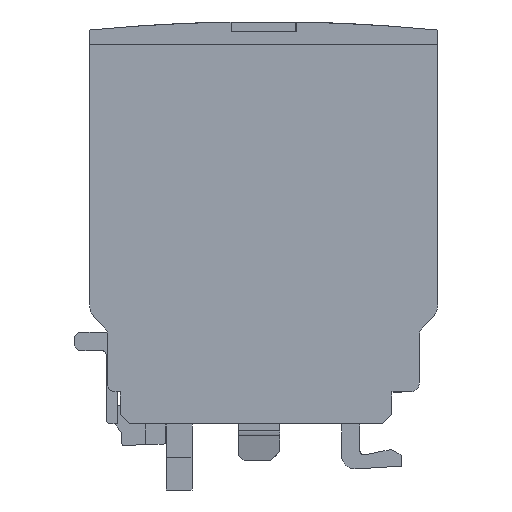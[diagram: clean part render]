
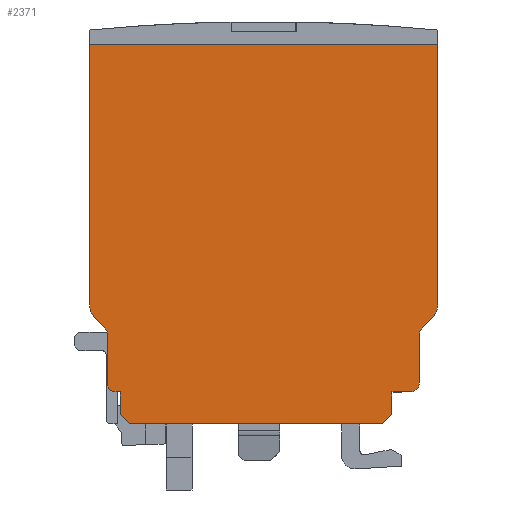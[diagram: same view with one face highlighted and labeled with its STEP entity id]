
A CAD part, left-side view. The second image highlights one B-rep face of the part: STEP entity #2371.
In plain terms, the highlighted planar face has unit normal (-1, 0, 0).
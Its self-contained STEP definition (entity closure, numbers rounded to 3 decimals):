
#2371=ADVANCED_FACE('',(#6393),#6394,.F.);
#3341=VERTEX_POINT('',#7459);
#3345=VERTEX_POINT('',#7463);
#3347=EDGE_CURVE('',#3345,#3341,#7465,.T.);
#3881=VERTEX_POINT('',#7999);
#3885=VERTEX_POINT('',#8003);
#3887=EDGE_CURVE('',#3885,#3881,#8005,.T.);
#3895=VERTEX_POINT('',#8013);
#3899=EDGE_CURVE('',#3881,#3895,#8017,.T.);
#3911=VERTEX_POINT('',#8029);
#3915=EDGE_CURVE('',#3895,#3911,#8033,.T.);
#3917=VERTEX_POINT('',#8035);
#3921=EDGE_CURVE('',#3917,#3911,#8039,.T.);
#3923=VERTEX_POINT('',#8041);
#3927=EDGE_CURVE('',#3917,#3923,#8045,.T.);
#4153=VERTEX_POINT('',#8271);
#4157=VERTEX_POINT('',#8275);
#4159=EDGE_CURVE('',#4157,#4153,#8277,.T.);
#4363=VERTEX_POINT('',#8481);
#4365=EDGE_CURVE('',#3885,#4363,#8483,.T.);
#4571=VERTEX_POINT('',#8689);
#4575=VERTEX_POINT('',#8693);
#4577=EDGE_CURVE('',#4575,#4571,#8695,.T.);
#4595=VERTEX_POINT('',#8713);
#4597=EDGE_CURVE('',#4595,#4575,#8715,.T.);
#4719=EDGE_CURVE('',#3923,#4595,#8837,.T.);
#4725=VERTEX_POINT('',#8843);
#4729=EDGE_CURVE('',#4571,#4725,#8847,.T.);
#4735=EDGE_CURVE('',#4725,#3345,#8853,.T.);
#4749=VERTEX_POINT('',#8867);
#4753=EDGE_CURVE('',#4749,#3341,#8871,.T.);
#4759=VERTEX_POINT('',#8877);
#4763=EDGE_CURVE('',#4749,#4759,#8881,.T.);
#4769=VERTEX_POINT('',#8887);
#4773=EDGE_CURVE('',#4759,#4769,#8891,.T.);
#4775=VERTEX_POINT('',#8893);
#4779=EDGE_CURVE('',#4769,#4775,#8897,.T.);
#4783=EDGE_CURVE('',#4157,#4775,#8901,.T.);
#4785=VERTEX_POINT('',#8903);
#4787=EDGE_CURVE('',#4785,#4363,#8905,.T.);
#4797=EDGE_CURVE('',#4785,#4153,#8915,.T.);
#6393=FACE_OUTER_BOUND('',#10520,.T.);
#6394=PLANE('',#10521);
#7459=CARTESIAN_POINT('',(0.025,3.0,10.7));
#7463=CARTESIAN_POINT('',(0.025,5.0,10.7));
#7465=LINE('',#12125,#12126);
#7999=CARTESIAN_POINT('',(0.025,36.293,17.664));
#8003=CARTESIAN_POINT('',(0.025,37.389,18.761));
#8005=LINE('',#12981,#12982);
#8013=CARTESIAN_POINT('',(0.025,36.0,16.957));
#8017=CIRCLE('',#13001,1.);
#8029=CARTESIAN_POINT('',(0.025,36.0,11.5));
#8033=LINE('',#13026,#13027);
#8035=CARTESIAN_POINT('',(0.025,35.2,10.7));
#8039=CIRCLE('',#13036,0.8);
#8041=CARTESIAN_POINT('',(0.025,34.6,10.7));
#8045=LINE('',#13045,#13046);
#8271=CARTESIAN_POINT('',(0.025,0.025,48.55));
#8275=CARTESIAN_POINT('',(0.025,0.025,20.175));
#8277=LINE('',#13409,#13410);
#8481=CARTESIAN_POINT('',(0.025,37.975,20.175));
#8483=CIRCLE('',#13733,2.);
#8689=CARTESIAN_POINT('',(0.025,6.0,7.2));
#8693=CARTESIAN_POINT('',(0.025,33.6,7.2));
#8695=LINE('',#14076,#14077);
#8713=CARTESIAN_POINT('',(0.025,34.6,8.2));
#8715=LINE('',#14112,#14113);
#8837=LINE('',#14308,#14309);
#8843=CARTESIAN_POINT('',(0.025,5.0,8.2));
#8847=LINE('',#14324,#14325);
#8853=LINE('',#14334,#14335);
#8867=CARTESIAN_POINT('',(0.025,2.0,11.7));
#8871=CIRCLE('',#14363,1.);
#8877=CARTESIAN_POINT('',(0.025,2.0,16.957));
#8881=LINE('',#14378,#14379);
#8887=CARTESIAN_POINT('',(0.025,1.707,17.664));
#8891=CIRCLE('',#14393,1.);
#8893=CARTESIAN_POINT('',(0.025,0.611,18.761));
#8897=LINE('',#14402,#14403);
#8901=CIRCLE('',#14410,2.);
#8903=CARTESIAN_POINT('',(0.025,37.975,48.55));
#8905=LINE('',#14415,#14416);
#8915=LINE('',#14433,#14434);
#10520=EDGE_LOOP('',(#18039,#18040,#18041,#18042,#18043,#18044,#18045,#18046,#18047,#18048,#18049,#18050,#18051,#18052,#18053,#18054,#18055,#18056,#18057,#18058));
#10521=AXIS2_PLACEMENT_3D('',#18059,#18060,#18061);
#12125=CARTESIAN_POINT('',(0.025,5.0,10.7));
#12126=VECTOR('',#19199,1.0);
#12981=CARTESIAN_POINT('',(0.025,37.389,18.761));
#12982=VECTOR('',#19395,1.0);
#13001=AXIS2_PLACEMENT_3D('',#19399,#19400,#19401);
#13026=CARTESIAN_POINT('',(0.025,36.0,16.957));
#13027=VECTOR('',#19406,1.0);
#13036=AXIS2_PLACEMENT_3D('',#19408,#19409,#19410);
#13045=CARTESIAN_POINT('',(0.025,35.2,10.7));
#13046=VECTOR('',#19412,1.0);
#13409=CARTESIAN_POINT('',(0.025,0.025,20.175));
#13410=VECTOR('',#19483,1.0);
#13733=AXIS2_PLACEMENT_3D('',#19552,#19553,#19554);
#14076=CARTESIAN_POINT('',(0.025,33.6,7.2));
#14077=VECTOR('',#19620,1.0);
#14112=CARTESIAN_POINT('',(0.025,34.6,8.2));
#14113=VECTOR('',#19628,1.0);
#14308=CARTESIAN_POINT('',(0.025,34.6,10.7));
#14309=VECTOR('',#19680,1.0);
#14324=CARTESIAN_POINT('',(0.025,6.0,7.2));
#14325=VECTOR('',#19683,1.0);
#14334=CARTESIAN_POINT('',(0.025,5.0,8.2));
#14335=VECTOR('',#19685,1.0);
#14363=AXIS2_PLACEMENT_3D('',#19693,#19694,#19695);
#14378=CARTESIAN_POINT('',(0.025,2.0,11.7));
#14379=VECTOR('',#19698,1.0);
#14393=AXIS2_PLACEMENT_3D('',#19703,#19704,#19705);
#14402=CARTESIAN_POINT('',(0.025,1.707,17.664));
#14403=VECTOR('',#19707,1.0);
#14410=AXIS2_PLACEMENT_3D('',#19709,#19710,#19711);
#14415=CARTESIAN_POINT('',(0.025,37.975,48.55));
#14416=VECTOR('',#19712,1.0);
#14433=CARTESIAN_POINT('',(0.025,19.02,48.55));
#14434=VECTOR('',#19716,1.0);
#18039=ORIENTED_EDGE('',*,*,#4787,.T.);
#18040=ORIENTED_EDGE('',*,*,#4365,.F.);
#18041=ORIENTED_EDGE('',*,*,#3887,.T.);
#18042=ORIENTED_EDGE('',*,*,#3899,.T.);
#18043=ORIENTED_EDGE('',*,*,#3915,.T.);
#18044=ORIENTED_EDGE('',*,*,#3921,.F.);
#18045=ORIENTED_EDGE('',*,*,#3927,.T.);
#18046=ORIENTED_EDGE('',*,*,#4719,.T.);
#18047=ORIENTED_EDGE('',*,*,#4597,.T.);
#18048=ORIENTED_EDGE('',*,*,#4577,.T.);
#18049=ORIENTED_EDGE('',*,*,#4729,.T.);
#18050=ORIENTED_EDGE('',*,*,#4735,.T.);
#18051=ORIENTED_EDGE('',*,*,#3347,.T.);
#18052=ORIENTED_EDGE('',*,*,#4753,.F.);
#18053=ORIENTED_EDGE('',*,*,#4763,.T.);
#18054=ORIENTED_EDGE('',*,*,#4773,.T.);
#18055=ORIENTED_EDGE('',*,*,#4779,.T.);
#18056=ORIENTED_EDGE('',*,*,#4783,.F.);
#18057=ORIENTED_EDGE('',*,*,#4159,.T.);
#18058=ORIENTED_EDGE('',*,*,#4797,.F.);
#18059=CARTESIAN_POINT('',(0.025,19.04,28.667));
#18060=DIRECTION('',(1.0,0.0,0.0));
#18061=DIRECTION('',(0.0,0.0,-1.0));
#19199=DIRECTION('',(0.0,-1.0,0.0));
#19395=DIRECTION('',(0.0,-0.707,-0.707));
#19399=CARTESIAN_POINT('',(0.025,37.,16.957));
#19400=DIRECTION('',(1.0,0.0,0.0));
#19401=DIRECTION('',(0.0,-0.707,0.707));
#19406=DIRECTION('',(0.0,0.0,-1.0));
#19408=CARTESIAN_POINT('',(0.025,35.2,11.5));
#19409=DIRECTION('',(1.0,0.0,0.0));
#19410=DIRECTION('',(0.0,0.,-1.0));
#19412=DIRECTION('',(0.0,-1.0,0.0));
#19483=DIRECTION('',(0.0,0.0,1.0));
#19552=CARTESIAN_POINT('',(0.025,35.975,20.175));
#19553=DIRECTION('',(1.0,0.0,0.0));
#19554=DIRECTION('',(0.0,0.707,-0.707));
#19620=DIRECTION('',(0.0,-1.0,0.0));
#19628=DIRECTION('',(0.0,-0.707,-0.707));
#19680=DIRECTION('',(0.0,0.0,-1.0));
#19683=DIRECTION('',(0.0,-0.707,0.707));
#19685=DIRECTION('',(0.0,0.0,1.0));
#19693=CARTESIAN_POINT('',(0.025,3.,11.7));
#19694=DIRECTION('',(1.0,0.0,0.0));
#19695=DIRECTION('',(0.0,-1.0,0.));
#19698=DIRECTION('',(0.0,0.0,1.0));
#19703=CARTESIAN_POINT('',(0.025,1.,16.957));
#19704=DIRECTION('',(1.0,0.0,-0.0));
#19705=DIRECTION('',(0.0,1.0,0.));
#19707=DIRECTION('',(0.0,-0.707,0.707));
#19709=CARTESIAN_POINT('',(0.025,2.025,20.175));
#19710=DIRECTION('',(1.0,0.0,0.0));
#19711=DIRECTION('',(0.0,-1.0,0.));
#19712=DIRECTION('',(0.0,0.0,-1.0));
#19716=DIRECTION('',(0.0,-1.0,0.0));
